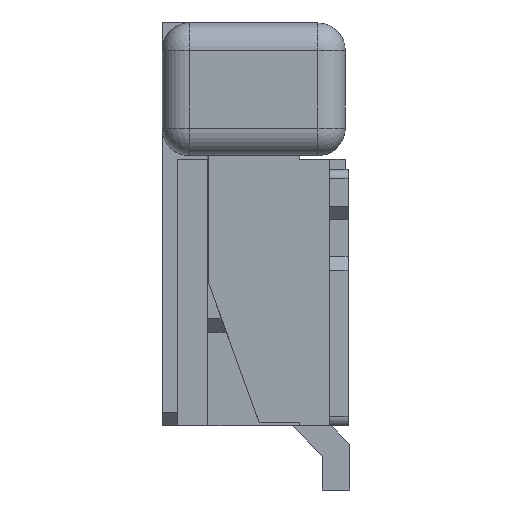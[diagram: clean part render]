
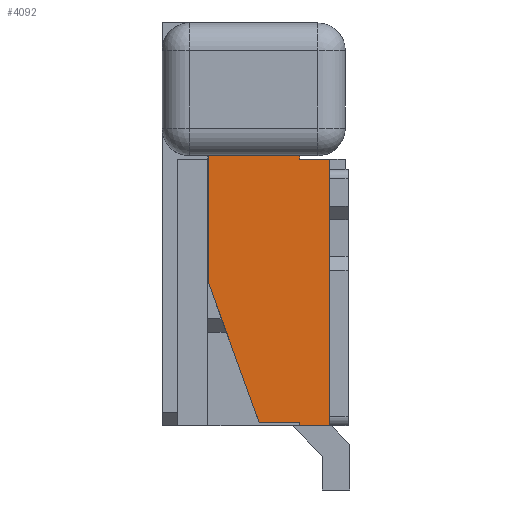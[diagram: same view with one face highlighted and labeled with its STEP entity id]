
A CAD part, left-side view. The second image highlights one B-rep face of the part: STEP entity #4092.
In plain terms, the highlighted planar face has unit normal (-1, 0, 0).
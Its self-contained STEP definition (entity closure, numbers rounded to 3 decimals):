
#504=DIRECTION('',(0.,0.,-1.));
#505=VECTOR('',#504,1.399);
#506=CARTESIAN_POINT('',(-3.12,0.49,-1.45));
#507=LINE('',#506,#505);
#524=DIRECTION('',(0.,0.,-1.));
#525=VECTOR('',#524,0.04);
#526=CARTESIAN_POINT('',(-3.12,-0.5,-1.45));
#527=LINE('',#526,#525);
#528=DIRECTION('',(0.,1.,0.));
#529=VECTOR('',#528,0.33);
#530=CARTESIAN_POINT('',(-3.12,-0.83,-1.49));
#531=LINE('',#530,#529);
#532=DIRECTION('',(0.,0.,1.));
#533=VECTOR('',#532,0.04);
#534=CARTESIAN_POINT('',(-3.12,-0.5,-4.4));
#535=LINE('',#534,#533);
#536=DIRECTION('',(0.,-0.342,-0.94));
#537=VECTOR('',#536,1.608);
#538=CARTESIAN_POINT('',(-3.12,0.49,-2.849));
#539=LINE('',#538,#537);
#540=DIRECTION('',(0.,-1.,0.));
#541=VECTOR('',#540,0.99);
#542=CARTESIAN_POINT('',(-3.12,0.49,-1.45));
#543=LINE('',#542,#541);
#601=DIRECTION('',(0.,0.,-1.));
#602=VECTOR('',#601,0.11);
#603=CARTESIAN_POINT('',(-3.12,-0.83,-1.49));
#604=LINE('',#603,#602);
#668=DIRECTION('',(0.,0.,1.));
#669=VECTOR('',#668,2.8);
#670=CARTESIAN_POINT('',(-3.12,-0.83,-4.4));
#671=LINE('',#670,#669);
#788=DIRECTION('',(0.,-1.,0.));
#789=VECTOR('',#788,0.33);
#790=CARTESIAN_POINT('',(-3.12,-0.5,-4.4));
#791=LINE('',#790,#789);
#2640=DIRECTION('',(0.,-1.,0.));
#2641=VECTOR('',#2640,0.44);
#2642=CARTESIAN_POINT('',(-3.12,-0.06,-4.36));
#2643=LINE('',#2642,#2641);
#2945=CARTESIAN_POINT('',(-3.12,-0.5,-1.45));
#2947=VERTEX_POINT('',#2945);
#2948=CARTESIAN_POINT('',(-3.12,-0.5,-1.49));
#2950=VERTEX_POINT('',#2948);
#3254=CARTESIAN_POINT('',(-3.12,-0.5,-4.4));
#3255=VERTEX_POINT('',#3254);
#3262=CARTESIAN_POINT('',(-3.12,0.49,-1.45));
#3263=VERTEX_POINT('',#3262);
#3264=CARTESIAN_POINT('',(-3.12,-0.5,-4.36));
#3266=VERTEX_POINT('',#3264);
#3308=CARTESIAN_POINT('',(-3.12,0.49,-2.849));
#3309=CARTESIAN_POINT('',(-3.12,-0.06,-4.36));
#3310=VERTEX_POINT('',#3308);
#3311=VERTEX_POINT('',#3309);
#3386=CARTESIAN_POINT('',(-3.12,-0.83,-4.4));
#3387=VERTEX_POINT('',#3386);
#3388=CARTESIAN_POINT('',(-3.12,-0.83,-1.6));
#3389=VERTEX_POINT('',#3388);
#3414=CARTESIAN_POINT('',(-3.12,-0.83,-1.49));
#3415=VERTEX_POINT('',#3414);
#4071=CARTESIAN_POINT('',(-3.12,0.83,-1.45));
#4072=DIRECTION('',(-1.,0.,0.));
#4073=DIRECTION('',(0.,-1.,0.));
#4074=AXIS2_PLACEMENT_3D('',#4071,#4072,#4073);
#4075=PLANE('',#4074);
#4076=ORIENTED_EDGE('',*,*,#3901,.T.);
#4077=ORIENTED_EDGE('',*,*,#3929,.F.);
#4079=ORIENTED_EDGE('',*,*,#4078,.T.);
#4081=ORIENTED_EDGE('',*,*,#4080,.F.);
#4083=ORIENTED_EDGE('',*,*,#4082,.F.);
#4084=ORIENTED_EDGE('',*,*,#3952,.T.);
#4086=ORIENTED_EDGE('',*,*,#4085,.F.);
#4087=ORIENTED_EDGE('',*,*,#4055,.F.);
#4088=ORIENTED_EDGE('',*,*,#4029,.F.);
#4089=ORIENTED_EDGE('',*,*,#3802,.T.);
#4090=EDGE_LOOP('',(#4076,#4077,#4079,#4081,#4083,#4084,#4086,#4087,#4088,
#4089));
#4091=FACE_OUTER_BOUND('',#4090,.F.);
#3802=EDGE_CURVE('',#3263,#2947,#543,.T.);
#3901=EDGE_CURVE('',#2947,#2950,#527,.T.);
#3929=EDGE_CURVE('',#3415,#2950,#531,.T.);
#3952=EDGE_CURVE('',#3255,#3266,#535,.T.);
#4029=EDGE_CURVE('',#3263,#3310,#507,.T.);
#4055=EDGE_CURVE('',#3310,#3311,#539,.T.);
#4078=EDGE_CURVE('',#3415,#3389,#604,.T.);
#4080=EDGE_CURVE('',#3387,#3389,#671,.T.);
#4082=EDGE_CURVE('',#3255,#3387,#791,.T.);
#4085=EDGE_CURVE('',#3311,#3266,#2643,.T.);
#4092=ADVANCED_FACE('',(#4091),#4075,.T.);
